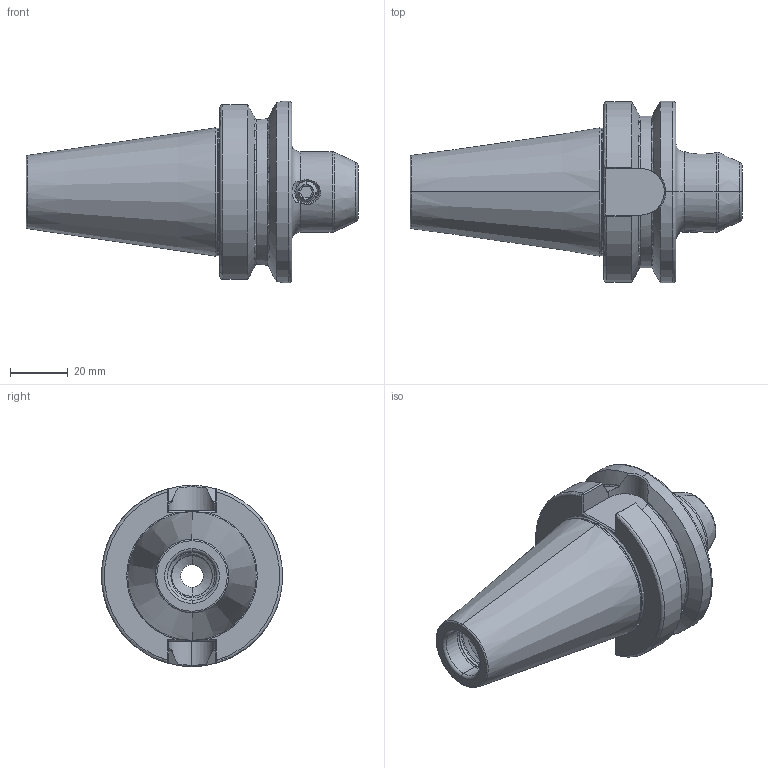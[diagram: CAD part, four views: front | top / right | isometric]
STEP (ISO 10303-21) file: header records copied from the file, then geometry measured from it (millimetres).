
FILE_DESCRIPTION (( 'STEP AP203' ), '1' );
FILE_NAME ('405.04.08.STEP', '2016-08-01T08:24:41', ( '' ), ( '' ), 'SwSTEP 2.0', 'SolidWorks 2012', '' );
FILE_SCHEMA (( 'CONFIG_CONTROL_DESIGN' ));
Length unit declared in the file: millimetre
Products named in the file (3): 405.04.08; 側固8_M8x1.25_10L
Assembly tree (2 placements, depth 2):
  405.04.08
    405.04.08
    側固8_M8x1.25_10L
Bounding box: 115.4 x 63 x 63 mm (x, y, z)
Volume: 131049.6 mm3; surface area: 26229.6 mm2
Topology: 2 solids, 2 shells, 199 faces, 525 edges, 332 vertices
Faces by surface type: cylinder 73, plane 38, cone 31, torus 28, bspline 27, sphere 2
Entity records: 17408 total; most frequent: CARTESIAN_POINT 12812, ORIENTED_EDGE 1046, DIRECTION 744, EDGE_CURVE 523, VERTEX_POINT 332, AXIS2_PLACEMENT_3D 293, EDGE_LOOP 207, ADVANCED_FACE 199
